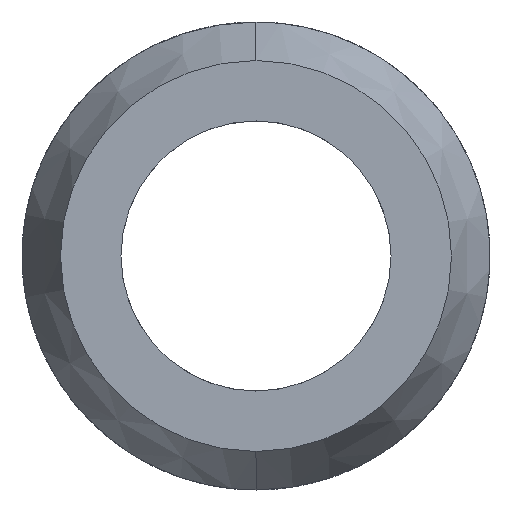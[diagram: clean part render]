
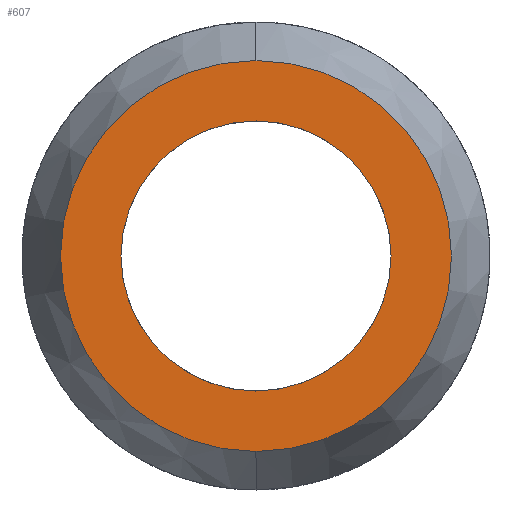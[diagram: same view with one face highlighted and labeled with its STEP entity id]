
A CAD part, left-side view. The second image highlights one B-rep face of the part: STEP entity #607.
In plain terms, the highlighted planar face has unit normal (-1, 0, 0).
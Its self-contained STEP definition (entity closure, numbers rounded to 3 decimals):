
#40 = AXIS2_PLACEMENT_3D ( 'NONE', #491, #213, #124 ) ;
#41 = DIRECTION ( 'NONE',  ( 0., 0., 1. ) ) ;
#65 = ORIENTED_EDGE ( 'NONE', *, *, #299, .F. ) ;
#124 = DIRECTION ( 'NONE',  ( 0., 0., 1. ) ) ;
#142 = CARTESIAN_POINT ( 'NONE',  ( -32.13, 0., 4.415 ) ) ;
#199 = CIRCLE ( 'NONE', #640, 4.762 ) ;
#206 = VERTEX_POINT ( 'NONE', #316 ) ;
#213 = DIRECTION ( 'NONE',  ( -1., 0., 0. ) ) ;
#275 = EDGE_CURVE ( 'NONE', #206, #606, #199, .T. ) ;
#296 = FACE_OUTER_BOUND ( 'NONE', #447, .T. ) ;
#299 = EDGE_CURVE ( 'NONE', #725, #721, #467, .T. ) ;
#316 = CARTESIAN_POINT ( 'NONE',  ( -32.13, 0., 9.177 ) ) ;
#325 = CARTESIAN_POINT ( 'NONE',  ( -32.13, 0., 4.415 ) ) ;
#407 = EDGE_CURVE ( 'NONE', #721, #725, #736, .T. ) ;
#409 = DIRECTION ( 'NONE',  ( -1., 0., 0. ) ) ;
#423 = DIRECTION ( 'NONE',  ( -1., 0., 0. ) ) ;
#447 = EDGE_LOOP ( 'NONE', ( #977, #974 ) ) ;
#467 = CIRCLE ( 'NONE', #832, 3.289 ) ;
#491 = CARTESIAN_POINT ( 'NONE',  ( -32.13, 0., 4.415 ) ) ;
#524 = FACE_BOUND ( 'NONE', #705, .T. ) ;
#594 = CIRCLE ( 'NONE', #40, 4.762 ) ;
#606 = VERTEX_POINT ( 'NONE', #726 ) ;
#607 = ADVANCED_FACE ( 'NONE', ( #524, #296 ), #624, .T. ) ;
#624 = PLANE ( 'NONE',  #802 ) ;
#630 = AXIS2_PLACEMENT_3D ( 'NONE', #142, #804, #898 ) ;
#640 = AXIS2_PLACEMENT_3D ( 'NONE', #691, #423, #41 ) ;
#691 = CARTESIAN_POINT ( 'NONE',  ( -32.13, 0., 4.415 ) ) ;
#705 = EDGE_LOOP ( 'NONE', ( #913, #65 ) ) ;
#721 = VERTEX_POINT ( 'NONE', #759 ) ;
#725 = VERTEX_POINT ( 'NONE', #1117 ) ;
#726 = CARTESIAN_POINT ( 'NONE',  ( -32.13, 0., -0.347 ) ) ;
#736 = CIRCLE ( 'NONE', #630, 3.289 ) ;
#759 = CARTESIAN_POINT ( 'NONE',  ( -32.13, 3.289, 4.415 ) ) ;
#776 = DIRECTION ( 'NONE',  ( 0., 0., 1. ) ) ;
#802 = AXIS2_PLACEMENT_3D ( 'NONE', #900, #814, #1015 ) ;
#804 = DIRECTION ( 'NONE',  ( -1., 0., 0. ) ) ;
#814 = DIRECTION ( 'NONE',  ( -1., 0., 0. ) ) ;
#832 = AXIS2_PLACEMENT_3D ( 'NONE', #325, #409, #776 ) ;
#898 = DIRECTION ( 'NONE',  ( 0., 0., 1. ) ) ;
#900 = CARTESIAN_POINT ( 'NONE',  ( -32.13, 0., 4.415 ) ) ;
#913 = ORIENTED_EDGE ( 'NONE', *, *, #407, .F. ) ;
#960 = EDGE_CURVE ( 'NONE', #606, #206, #594, .T. ) ;
#974 = ORIENTED_EDGE ( 'NONE', *, *, #275, .T. ) ;
#977 = ORIENTED_EDGE ( 'NONE', *, *, #960, .T. ) ;
#1015 = DIRECTION ( 'NONE',  ( 0., 0., 1. ) ) ;
#1117 = CARTESIAN_POINT ( 'NONE',  ( -32.13, -3.289, 4.415 ) ) ;
